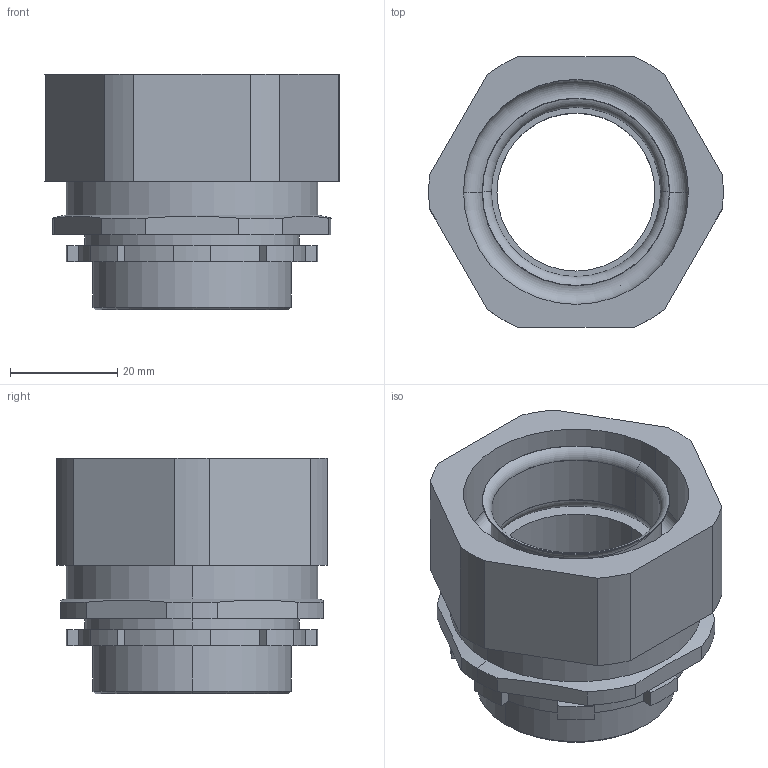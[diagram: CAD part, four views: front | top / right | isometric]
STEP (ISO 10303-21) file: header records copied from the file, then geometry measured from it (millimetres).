
FILE_DESCRIPTION (( 'STEP AP203' ), '1' );
FILE_NAME ('WNC-PG29_D32.STP', '2017-09-16T07:37:19', ( '微软用户' ), ( '微软中国' ), 'SwSTEP 2.0', 'SolidWorks 2012', '' );
FILE_SCHEMA (( 'CONFIG_CONTROL_DESIGN' ));
Length unit declared in the file: millimetre
Products named in the file (1): WNC-PG29_D32
Bounding box: 54.98 x 50.5 x 44 mm (x, y, z)
Volume: 38536.7 mm3; surface area: 19002.2 mm2
Topology: 1 solids, 2 shells, 98 faces, 249 edges, 159 vertices
Faces by surface type: cylinder 46, plane 36, torus 10, cone 6
Entity records: 3073 total; most frequent: DIRECTION 554, CARTESIAN_POINT 531, ORIENTED_EDGE 498, EDGE_CURVE 249, AXIS2_PLACEMENT_3D 212, VERTEX_POINT 159, LINE 130, VECTOR 130
